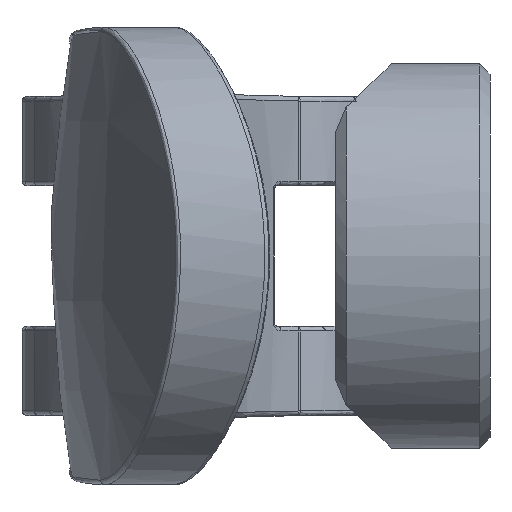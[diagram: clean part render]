
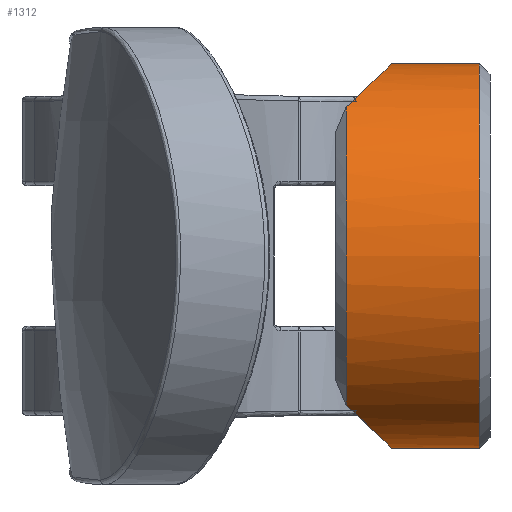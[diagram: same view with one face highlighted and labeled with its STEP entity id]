
A CAD part, left-side view. The second image highlights one B-rep face of the part: STEP entity #1312.
In plain terms, the highlighted cylindrical face has radius 9.05 mm (diameter 18.1 mm), a full revolution.
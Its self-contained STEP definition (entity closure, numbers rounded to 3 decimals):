
#101=CYLINDRICAL_SURFACE('',#1473,9.05);
#159=B_SPLINE_CURVE_WITH_KNOTS('',3,(#4276,#4277,#4278,#4279,#4280,#4281,
#4282,#4283,#4284,#4285,#4286,#4287,#4288,#4289),.UNSPECIFIED.,.F.,.F.,
(4,2,2,2,2,2,4),(3.973,4.262,4.44,4.619,
4.797,4.975,5.264),.UNSPECIFIED.);
#160=B_SPLINE_CURVE_WITH_KNOTS('',3,(#4291,#4292,#4293,#4294,#4295,#4296,
#4297,#4298,#4299,#4300,#4301,#4302,#4303,#4304),.UNSPECIFIED.,.F.,.F.,
(4,2,2,2,2,2,4),(0.894,1.183,1.361,1.54,
1.718,1.896,2.185),.UNSPECIFIED.);
#242=FACE_OUTER_BOUND('',#334,.T.);
#334=EDGE_LOOP('',(#1191,#1192,#1193,#1194,#1195,#1196,#1197,#1198,#1199));
#388=LINE('',#4273,#435);
#435=VECTOR('',#1807,9.05);
#511=CIRCLE('',#1458,9.05);
#512=CIRCLE('',#1459,9.05);
#515=CIRCLE('',#1463,9.05);
#522=CIRCLE('',#1474,9.05);
#523=CIRCLE('',#1475,9.05);
#622=VERTEX_POINT('',#4194);
#623=VERTEX_POINT('',#4195);
#627=VERTEX_POINT('',#4205);
#628=VERTEX_POINT('',#4212);
#635=VERTEX_POINT('',#4272);
#636=VERTEX_POINT('',#4274);
#637=VERTEX_POINT('',#4290);
#807=EDGE_CURVE('',#622,#623,#511,.T.);
#808=EDGE_CURVE('',#623,#622,#512,.T.);
#813=EDGE_CURVE('',#628,#627,#515,.T.);
#824=EDGE_CURVE('',#622,#635,#388,.T.);
#825=EDGE_CURVE('',#635,#636,#522,.T.);
#826=EDGE_CURVE('',#628,#636,#159,.T.);
#827=EDGE_CURVE('',#637,#627,#160,.T.);
#828=EDGE_CURVE('',#637,#635,#523,.T.);
#1191=ORIENTED_EDGE('',*,*,#807,.T.);
#1192=ORIENTED_EDGE('',*,*,#808,.T.);
#1193=ORIENTED_EDGE('',*,*,#824,.T.);
#1194=ORIENTED_EDGE('',*,*,#825,.T.);
#1195=ORIENTED_EDGE('',*,*,#826,.F.);
#1196=ORIENTED_EDGE('',*,*,#813,.T.);
#1197=ORIENTED_EDGE('',*,*,#827,.F.);
#1198=ORIENTED_EDGE('',*,*,#828,.T.);
#1199=ORIENTED_EDGE('',*,*,#824,.F.);
#1312=ADVANCED_FACE('',(#242),#101,.T.);
#1458=AXIS2_PLACEMENT_3D('',#4196,#1772,#1773);
#1459=AXIS2_PLACEMENT_3D('',#4197,#1774,#1775);
#1463=AXIS2_PLACEMENT_3D('',#4213,#1783,#1784);
#1473=AXIS2_PLACEMENT_3D('',#4271,#1805,#1806);
#1474=AXIS2_PLACEMENT_3D('',#4275,#1808,#1809);
#1475=AXIS2_PLACEMENT_3D('',#4305,#1810,#1811);
#1772=DIRECTION('center_axis',(0.,1.,0.));
#1773=DIRECTION('ref_axis',(1.,0.,0.));
#1774=DIRECTION('center_axis',(0.,1.,0.));
#1775=DIRECTION('ref_axis',(1.,0.,0.));
#1783=DIRECTION('center_axis',(0.,-1.,0.));
#1784=DIRECTION('ref_axis',(-1.,0.,0.));
#1805=DIRECTION('center_axis',(0.,-1.,0.));
#1806=DIRECTION('ref_axis',(1.,0.,0.));
#1807=DIRECTION('',(0.,1.,0.));
#1808=DIRECTION('center_axis',(0.,-1.,0.));
#1809=DIRECTION('ref_axis',(-1.,0.,0.));
#1810=DIRECTION('center_axis',(0.,-1.,0.));
#1811=DIRECTION('ref_axis',(-1.,0.,0.));
#4194=CARTESIAN_POINT('',(-9.05,0.5,0.));
#4195=CARTESIAN_POINT('',(9.05,0.5,0.));
#4196=CARTESIAN_POINT('Origin',(0.,0.5,
0.));
#4197=CARTESIAN_POINT('Origin',(0.,0.5,
0.));
#4205=CARTESIAN_POINT('',(5.726,6.75,7.008));
#4212=CARTESIAN_POINT('',(5.726,6.75,-7.008));
#4213=CARTESIAN_POINT('Origin',(0.,6.75,
0.));
#4271=CARTESIAN_POINT('Origin',(0.,0.,0.));
#4272=CARTESIAN_POINT('',(-9.05,6.75,0.));
#4273=CARTESIAN_POINT('',(-9.05,0.,0.));
#4274=CARTESIAN_POINT('',(-5.726,6.75,-7.008));
#4275=CARTESIAN_POINT('Origin',(0.,6.75,
0.));
#4276=CARTESIAN_POINT('Ctrl Pts',(5.726,6.75,-7.008));
#4277=CARTESIAN_POINT('Ctrl Pts',(5.094,6.197,-7.525));
#4278=CARTESIAN_POINT('Ctrl Pts',(4.325,5.693,-8.004));
#4279=CARTESIAN_POINT('Ctrl Pts',(2.932,5.088,-8.581));
#4280=CARTESIAN_POINT('Ctrl Pts',(2.364,4.906,-8.756));
#4281=CARTESIAN_POINT('Ctrl Pts',(1.195,4.662,-8.99));
#4282=CARTESIAN_POINT('Ctrl Pts',(0.594,4.6,-9.05));
#4283=CARTESIAN_POINT('Ctrl Pts',(-0.594,4.6,-9.05));
#4284=CARTESIAN_POINT('Ctrl Pts',(-1.195,4.662,-8.99));
#4285=CARTESIAN_POINT('Ctrl Pts',(-2.364,4.906,-8.756));
#4286=CARTESIAN_POINT('Ctrl Pts',(-2.932,5.088,-8.581));
#4287=CARTESIAN_POINT('Ctrl Pts',(-4.325,5.693,-8.004));
#4288=CARTESIAN_POINT('Ctrl Pts',(-5.094,6.197,-7.525));
#4289=CARTESIAN_POINT('Ctrl Pts',(-5.726,6.75,-7.008));
#4290=CARTESIAN_POINT('',(-5.726,6.75,7.008));
#4291=CARTESIAN_POINT('Ctrl Pts',(-5.726,6.75,7.008));
#4292=CARTESIAN_POINT('Ctrl Pts',(-5.094,6.197,7.525));
#4293=CARTESIAN_POINT('Ctrl Pts',(-4.325,5.693,8.004));
#4294=CARTESIAN_POINT('Ctrl Pts',(-2.932,5.088,8.581));
#4295=CARTESIAN_POINT('Ctrl Pts',(-2.364,4.906,8.756));
#4296=CARTESIAN_POINT('Ctrl Pts',(-1.195,4.662,8.99));
#4297=CARTESIAN_POINT('Ctrl Pts',(-0.594,4.6,9.05));
#4298=CARTESIAN_POINT('Ctrl Pts',(0.594,4.6,9.05));
#4299=CARTESIAN_POINT('Ctrl Pts',(1.195,4.662,8.99));
#4300=CARTESIAN_POINT('Ctrl Pts',(2.364,4.906,8.756));
#4301=CARTESIAN_POINT('Ctrl Pts',(2.932,5.088,8.581));
#4302=CARTESIAN_POINT('Ctrl Pts',(4.325,5.693,8.004));
#4303=CARTESIAN_POINT('Ctrl Pts',(5.094,6.197,7.525));
#4304=CARTESIAN_POINT('Ctrl Pts',(5.726,6.75,7.008));
#4305=CARTESIAN_POINT('Origin',(0.,6.75,
0.));
